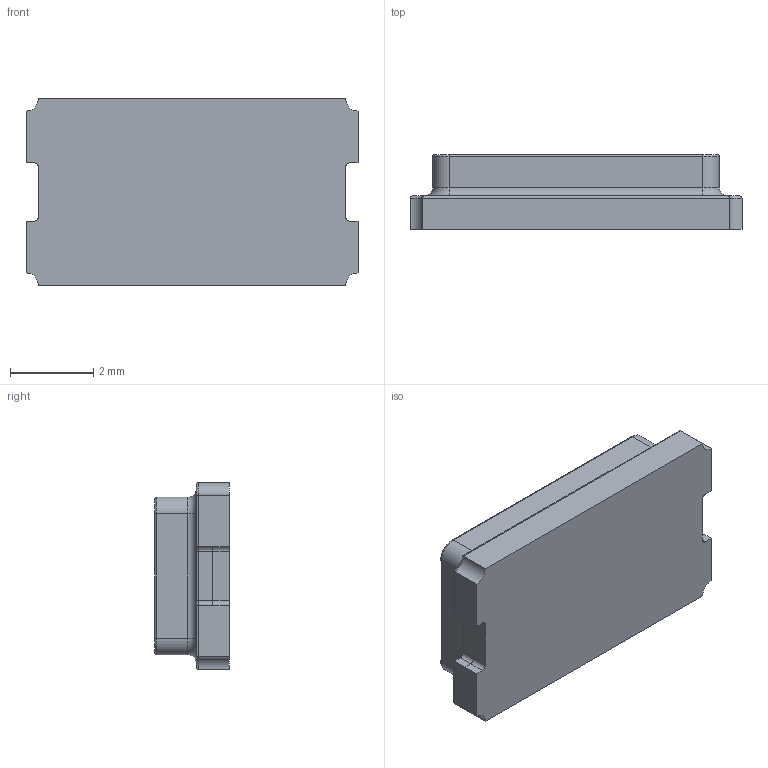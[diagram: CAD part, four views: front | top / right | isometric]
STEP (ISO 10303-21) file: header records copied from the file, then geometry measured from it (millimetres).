
FILE_DESCRIPTION (( 'STEP AP214' ), '1' );
FILE_NAME ('NDK NX8045GB.STEP', '2016-01-06T06:59:45', ( '' ), ( '' ), 'SwSTEP 2.0', 'SolidWorks 2015', '' );
FILE_SCHEMA (( 'AUTOMOTIVE_DESIGN' ));
Length unit declared in the file: millimetre
Products named in the file (1): NDK NX8045GB
Bounding box: 8 x 1.8 x 4.5 mm (x, y, z)
Volume: 54.1 mm3; surface area: 108.1 mm2
Topology: 1 solids, 1 shells, 78 faces, 180 edges, 104 vertices
Faces by surface type: cylinder 36, plane 26, torus 16
Entity records: 2715 total; most frequent: CARTESIAN_POINT 519, DIRECTION 394, ORIENTED_EDGE 360, EDGE_CURVE 180, AXIS2_PLACEMENT_3D 147, VERTEX_POINT 104, VECTOR 100, LINE 100
